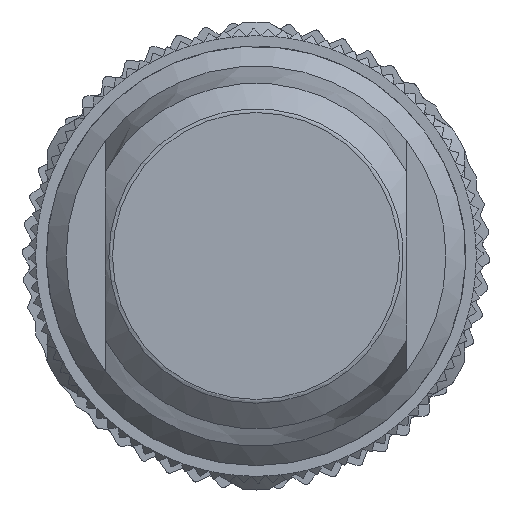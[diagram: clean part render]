
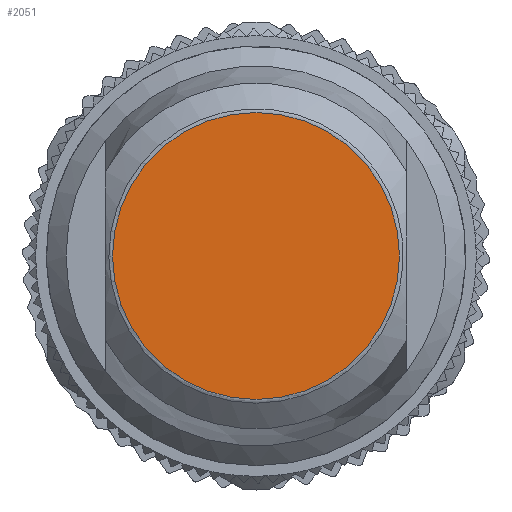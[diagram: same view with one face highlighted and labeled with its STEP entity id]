
A CAD part, front view. The second image highlights one B-rep face of the part: STEP entity #2051.
In plain terms, the highlighted planar face has unit normal (0, -1, 0).
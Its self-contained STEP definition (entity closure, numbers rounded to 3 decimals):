
#55=PLANE('',#13081);
#1267=FACE_OUTER_BOUND('',#4614,.T.);
#2051=ADVANCED_FACE('',(#1267),#55,.T.);
#4614=EDGE_LOOP('',(#5564));
#5564=ORIENTED_EDGE('',*,*,#10541,.T.);
#9353=VERTEX_POINT('',#18187);
#10541=EDGE_CURVE('',#9353,#9353,#12433,.T.);
#12433=CIRCLE('',#13062,6.192);
#13062=AXIS2_PLACEMENT_3D('',#18186,#14558,#14559);
#13081=AXIS2_PLACEMENT_3D('',#18213,#14596,#14597);
#14558=DIRECTION('',(0.,-1.,0.));
#14559=DIRECTION('',(0.,0.,-1.));
#14596=DIRECTION('',(0.,-1.,0.));
#14597=DIRECTION('',(0.,0.,-1.));
#18186=CARTESIAN_POINT('',(0.,-45.5,0.));
#18187=CARTESIAN_POINT('',(0.,-45.5,-6.192));
#18213=CARTESIAN_POINT('',(0.,-45.5,0.));
